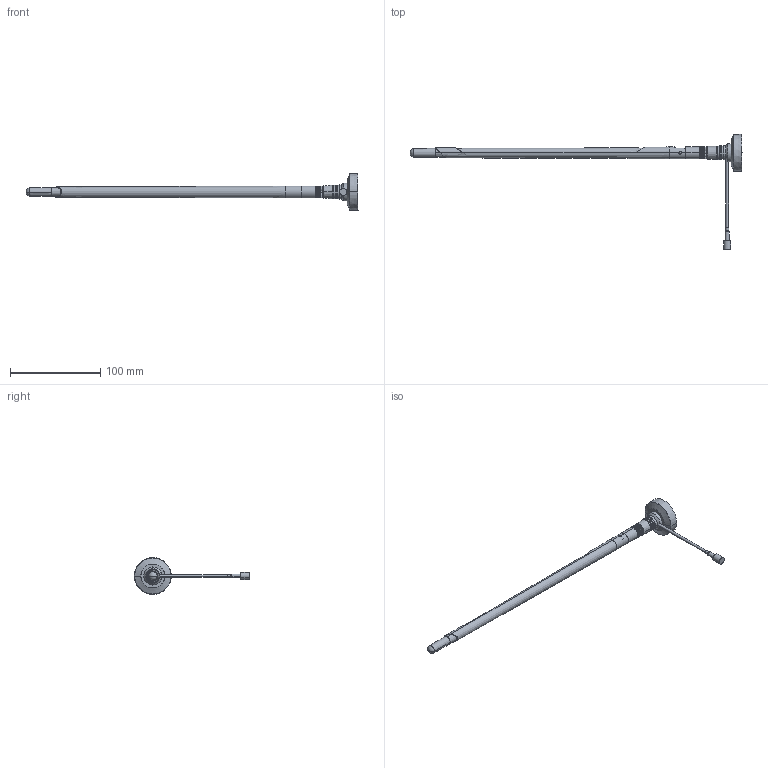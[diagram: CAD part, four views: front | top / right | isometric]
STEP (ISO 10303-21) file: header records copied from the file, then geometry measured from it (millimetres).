
FILE_DESCRIPTION (( 'STEP AP214' ), '1' );
FILE_NAME ('HG2407MGRD.STEP', '2013-07-09T17:48:28', ( 'L-Com' ), ( 'L-Com Global Connectivity' ), 'SwSTEP 2.0', 'SolidWorks 2012', '' );
FILE_SCHEMA (( 'AUTOMOTIVE_DESIGN' ));
Length unit declared in the file: inch
Products named in the file (7): HMA6-XXXYY; Connector Rep_100cable_HeatShrink; 100-CABLE_3INCH; HMA6-RSPxx_Body; HG2407RD-RSP_SWIVEL; HG2407RD-RSP_ANTENNA; HG2407MGRD
Assembly tree (6 placements, depth 3):
  HG2407MGRD
    HG2407RD-RSP_ANTENNA
    HG2407RD-RSP_SWIVEL
    HMA6-XXXYY
      HMA6-RSPxx_Body
      100-CABLE_3INCH
      Connector Rep_100cable_HeatShrink
Bounding box: 368.35 x 127.72 x 40.82 mm (x, y, z)
Volume: 55136.1 mm3; surface area: 20567 mm2
Topology: 5 solids, 5 shells, 477 faces, 1223 edges, 777 vertices
Faces by surface type: cylinder 196, plane 173, cone 92, torus 14, sphere 2
Entity records: 20954 total; most frequent: DIRECTION 2684, CARTESIAN_POINT 2680, ORIENTED_EDGE 2446, EDGE_CURVE 1223, AXIS2_PLACEMENT_3D 995, VERTEX_POINT 777, VECTOR 694, LINE 694
